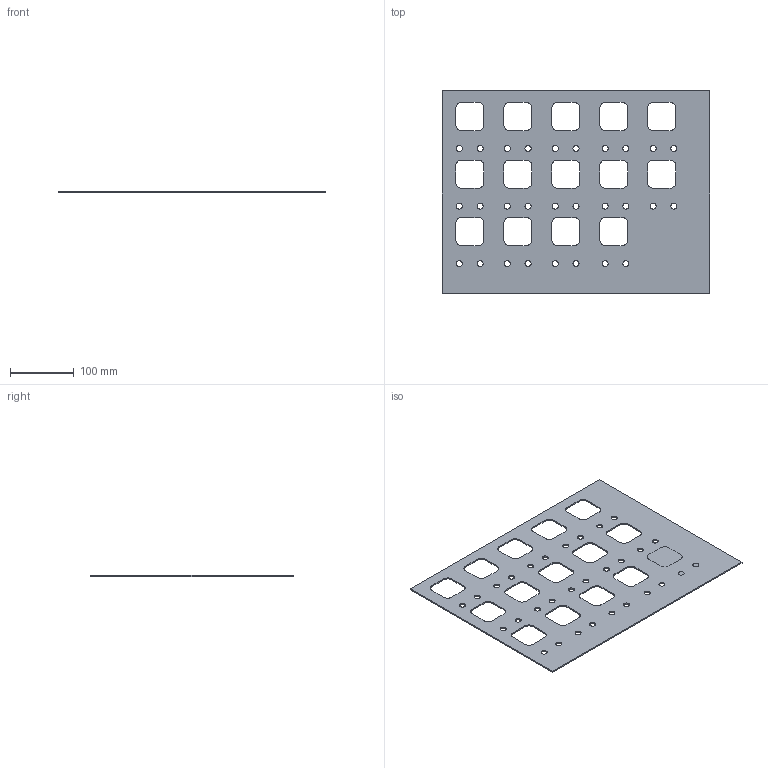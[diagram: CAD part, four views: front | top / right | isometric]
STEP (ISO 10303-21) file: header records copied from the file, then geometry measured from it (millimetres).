
FILE_DESCRIPTION(('FreeCAD Model'),'2;1');
FILE_NAME('Alésage porte 14 pompes.step', '2020-07-31T20:02:16',('Author'),(''), 'Open CASCADE STEP processor 7.3','FreeCAD','Unknown');
FILE_SCHEMA(('AUTOMOTIVE_DESIGN { 1 0 10303 214 1 1 1 1 }'));
Length unit declared in the file: millimetre
Products named in the file (1): Cut045
Bounding box: 418 x 316 x 2 mm (x, y, z)
Volume: 204933.1 mm3; surface area: 217378.5 mm2
Topology: 1 solids, 1 shells, 159 faces, 462 edges, 308 vertices
Faces by surface type: cylinder 90, plane 69
Full cylindrical faces by diameter (mm): 9.5 x30
Entity records: 12403 total; most frequent: CARTESIAN_POINT 2102, DIRECTION 1658, ORIENTED_EDGE 924, PCURVE 924, DEFINITIONAL_REPRESENTATION 924, LINE 802, VECTOR 802, EDGE_CURVE 462
